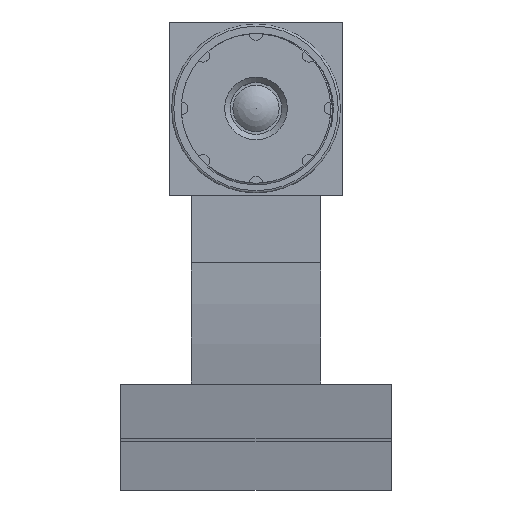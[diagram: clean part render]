
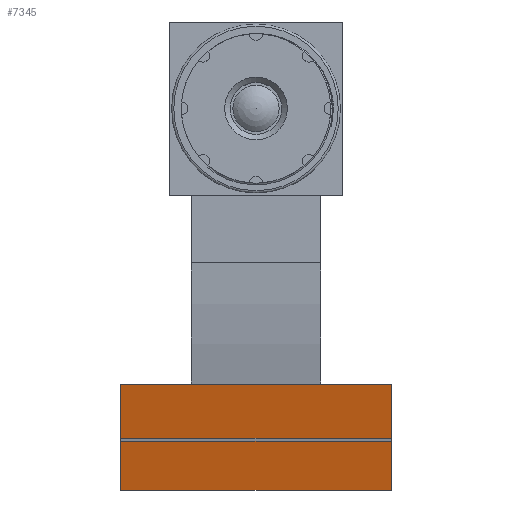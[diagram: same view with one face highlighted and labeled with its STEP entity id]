
A CAD part, top view. The second image highlights one B-rep face of the part: STEP entity #7345.
In plain terms, the highlighted face is planar.
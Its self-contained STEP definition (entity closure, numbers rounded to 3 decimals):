
#240=PLANE('',#7958);
#616=FACE_OUTER_BOUND('',#1053,.T.);
#1053=EDGE_LOOP('',(#5684,#5685,#5686,#5687));
#1772=LINE('',#15953,#2582);
#1775=LINE('',#15959,#2585);
#1778=LINE('',#15965,#2588);
#1780=LINE('',#15968,#2590);
#2582=VECTOR('',#8962,1.);
#2585=VECTOR('',#8967,1.);
#2588=VECTOR('',#8972,1.);
#2590=VECTOR('',#8976,1.);
#3433=VERTEX_POINT('',#15947);
#3435=VERTEX_POINT('',#15951);
#3437=VERTEX_POINT('',#15957);
#3439=VERTEX_POINT('',#15963);
#4237=EDGE_CURVE('',#3433,#3435,#1772,.T.);
#4240=EDGE_CURVE('',#3435,#3437,#1775,.T.);
#4243=EDGE_CURVE('',#3437,#3439,#1778,.T.);
#4245=EDGE_CURVE('',#3439,#3433,#1780,.T.);
#5684=ORIENTED_EDGE('',*,*,#4237,.T.);
#5685=ORIENTED_EDGE('',*,*,#4240,.T.);
#5686=ORIENTED_EDGE('',*,*,#4243,.T.);
#5687=ORIENTED_EDGE('',*,*,#4245,.T.);
#7345=ADVANCED_FACE('',(#616),#240,.T.);
#7958=AXIS2_PLACEMENT_3D('',#15970,#8979,#8980);
#8962=DIRECTION('',(0.,-1.,0.));
#8967=DIRECTION('',(1.,0.,0.));
#8972=DIRECTION('',(0.,1.,0.));
#8976=DIRECTION('',(-1.,0.,0.));
#8979=DIRECTION('center_axis',(0.,0.,1.));
#8980=DIRECTION('ref_axis',(1.,0.,0.));
#15947=CARTESIAN_POINT('',(-6.25,2.5,0.05));
#15951=CARTESIAN_POINT('',(-6.25,-2.5,0.05));
#15953=CARTESIAN_POINT('',(-6.25,2.5,0.05));
#15957=CARTESIAN_POINT('',(6.25,-2.5,0.05));
#15959=CARTESIAN_POINT('',(-6.25,-2.5,0.05));
#15963=CARTESIAN_POINT('',(6.25,2.5,0.05));
#15965=CARTESIAN_POINT('',(6.25,-2.5,0.05));
#15968=CARTESIAN_POINT('',(6.25,2.5,0.05));
#15970=CARTESIAN_POINT('Origin',(0.,0.,0.05));
